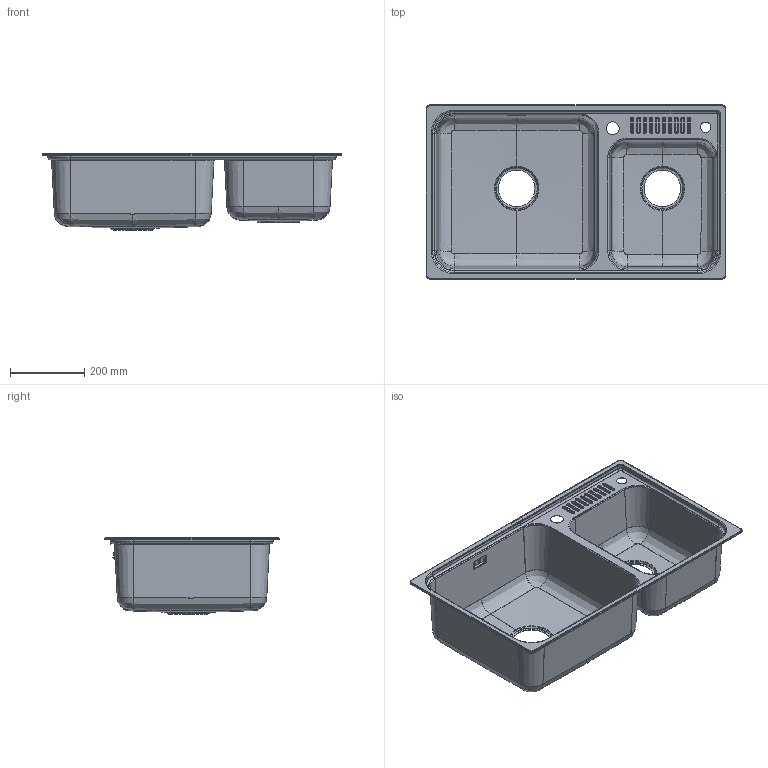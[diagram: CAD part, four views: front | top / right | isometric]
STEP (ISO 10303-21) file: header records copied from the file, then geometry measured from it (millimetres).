
FILE_DESCRIPTION((''),'2;1');
FILE_NAME('1279755','2016-11-14T',('ko58941'),(''),'PRO/ENGINEER BY PARAMETRIC TECHNOLOGY CORPORATION, 2014200','PRO/ENGINEER BY PARAMETRIC TECHNOLOGY CORPORATION, 2014200','');
FILE_SCHEMA(('CONFIG_CONTROL_DESIGN'));
Length unit declared in the file: millimetre
Products named in the file (1): 1279755
Bounding box: 810 x 470 x 206.5 mm (x, y, z)
Volume: 816543.2 mm3; surface area: 1636655.7 mm2
Topology: 2 solids, 2 shells, 619 faces, 1406 edges, 816 vertices
Faces by surface type: cylinder 168, torus 150, plane 149, cone 102, bspline 50
Entity records: 24397 total; most frequent: CARTESIAN_POINT 10330, DIRECTION 3168, ORIENTED_EDGE 2812, EDGE_CURVE 1406, AXIS2_PLACEMENT_3D 1277, VERTEX_POINT 816, CIRCLE 708, EDGE_LOOP 662
